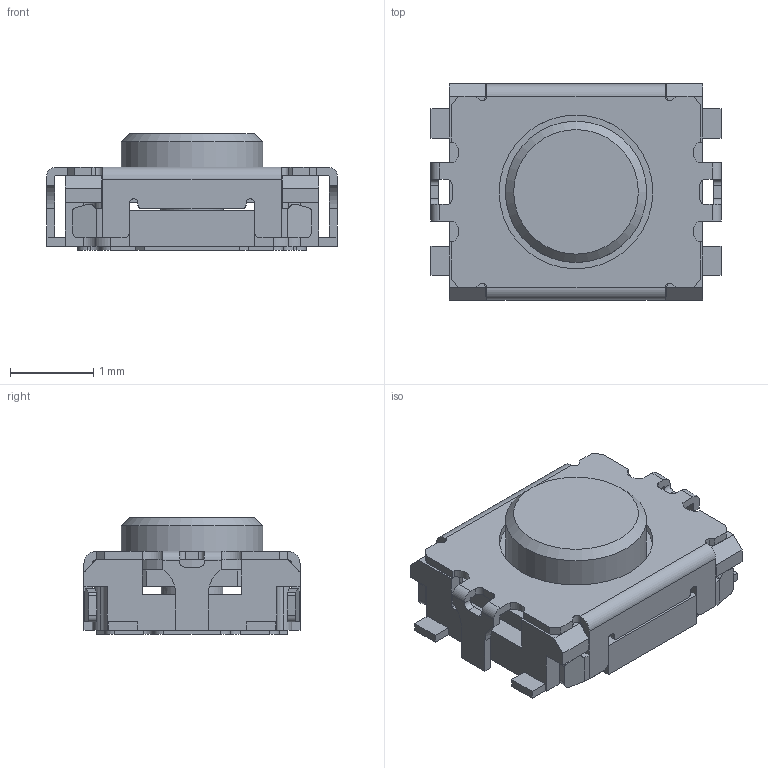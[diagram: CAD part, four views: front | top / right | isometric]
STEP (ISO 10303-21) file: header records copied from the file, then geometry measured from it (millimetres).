
FILE_DESCRIPTION(/* description */ ('Unknown'),/* implementation_level */ '2;1');
FILE_NAME(/* name */ '4341x10148xx',/* time_stamp */ '2019-06-19T14:45:51+02:00',/* author */ ('Unknown'),/* organization */ ('Unknown'),/* preprocessor_version */ 'ST-DEVELOPER v16.7',/* originating_system */ 'DEX',/* authorisation */ $);
FILE_SCHEMA (('AUTOMOTIVE_DESIGN {1 0 10303 214 3 1 1}'));
Length unit declared in the file: millimetre
Products named in the file (5): 4341x10148xx; Base; Stem; Frame; Pin
Assembly tree (7 placements, depth 2):
  4341x10148xx
    Base
    Stem
    Frame
    Pin  x4
Bounding box: 3.5 x 2.6 x 1.41 mm (x, y, z)
Volume: 6.7 mm3; surface area: 62.9 mm2
Topology: 7 solids, 7 shells, 339 faces, 948 edges, 623 vertices
Faces by surface type: plane 246, cylinder 92, cone 1
Full cylindrical faces by diameter (mm): 0.2 x1, 0.75 x1, 1.7 x1, 1.85 x1
Entity records: 10480 total; most frequent: CARTESIAN_POINT 1829, ORIENTED_EDGE 1808, DIRECTION 1758, EDGE_CURVE 904, LINE 708, VECTOR 708, VERTEX_POINT 596, AXIS2_PLACEMENT_3D 525
